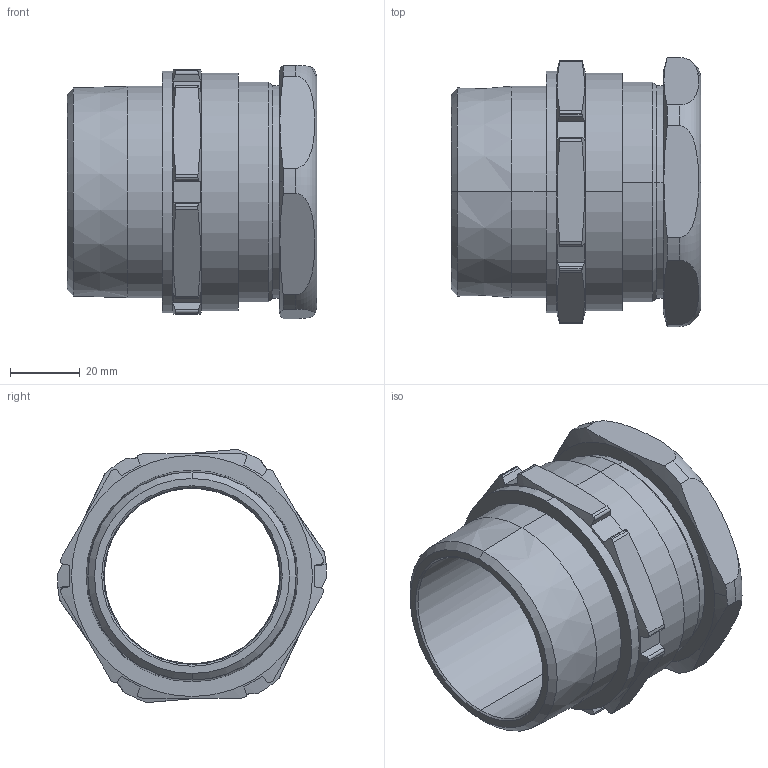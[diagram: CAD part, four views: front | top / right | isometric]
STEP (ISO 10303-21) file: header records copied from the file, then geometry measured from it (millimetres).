
FILE_DESCRIPTION (( 'STEP AP203' ), '1' );
FILE_NAME ('TC-200NB1971RA536.STEP', '2022-11-15T10:29:33', ( '' ), ( '' ), 'SwSTEP 2.0', 'SolidWorks 2021', '' );
FILE_SCHEMA (( 'CONFIG_CONTROL_DESIGN' ));
Length unit declared in the file: millimetre
Products named in the file (1): TC-200NB1971RA536
Bounding box: 71.44 x 77 x 72.45 mm (x, y, z)
Volume: 96912.1 mm3; surface area: 31737.1 mm2
Topology: 1 solids, 1 shells, 102 faces, 272 edges, 176 vertices
Faces by surface type: cylinder 46, plane 36, cone 18, torus 2
Entity records: 3787 total; most frequent: CARTESIAN_POINT 1273, ORIENTED_EDGE 544, DIRECTION 468, EDGE_CURVE 272, AXIS2_PLACEMENT_3D 187, VERTEX_POINT 176, EDGE_LOOP 108, ADVANCED_FACE 102
